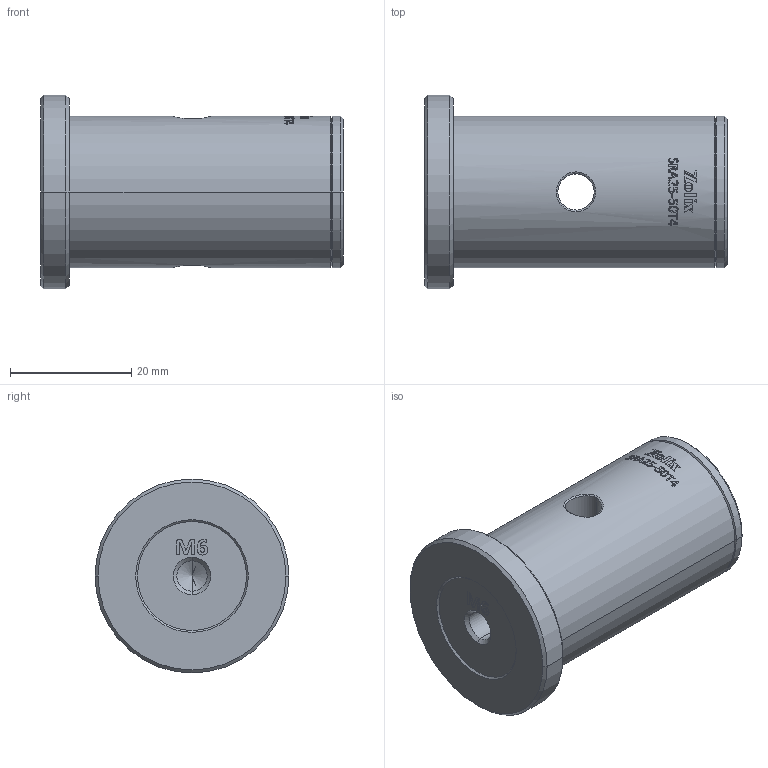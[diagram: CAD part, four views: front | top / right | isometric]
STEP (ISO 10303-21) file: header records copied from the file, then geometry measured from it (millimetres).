
FILE_DESCRIPTION (( 'STEP AP203' ), '1' );
FILE_NAME ('SRA25-50T4.STEP', '2025-07-18T03:34:26', ( '' ), ( '' ), 'SwSTEP 2.0', 'SolidWorks 2020', '' );
FILE_SCHEMA (( 'CONFIG_CONTROL_DESIGN' ));
Length unit declared in the file: millimetre
Products named in the file (1): SRA25-50T4
Bounding box: 50 x 32 x 32 mm (x, y, z)
Volume: 24799.7 mm3; surface area: 6313.4 mm2
Topology: 1 solids, 1 shells, 471 faces, 1274 edges, 834 vertices
Faces by surface type: bspline 294, plane 105, cylinder 40, cone 30, torus 2
Entity records: 28239 total; most frequent: CARTESIAN_POINT 18852, ORIENTED_EDGE 2532, EDGE_CURVE 1266, DIRECTION 878, B_SPLINE_CURVE_WITH_KNOTS 876, VERTEX_POINT 834, EDGE_LOOP 510, FACE_OUTER_BOUND 471
